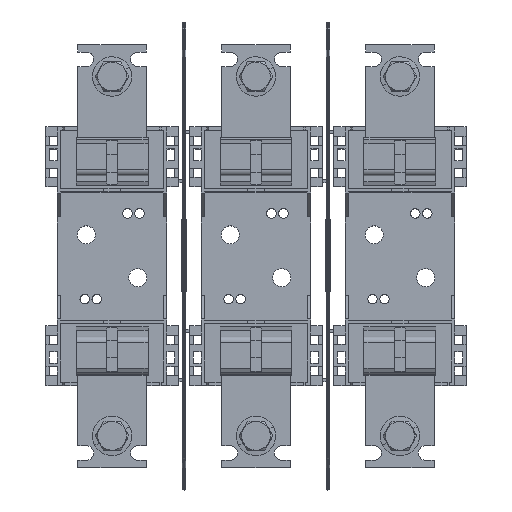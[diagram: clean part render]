
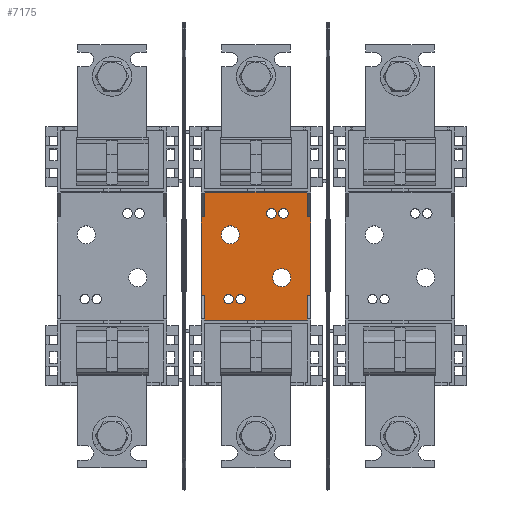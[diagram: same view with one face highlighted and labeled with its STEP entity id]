
A CAD part, top view. The second image highlights one B-rep face of the part: STEP entity #7175.
In plain terms, the highlighted planar face has unit normal (0, 0, 1).
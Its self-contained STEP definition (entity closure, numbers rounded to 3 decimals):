
#6564=AXIS2_PLACEMENT_3D('Circle Axis2P3D',#6562,#6563,$) ;
#6798=AXIS2_PLACEMENT_3D('Circle Axis2P3D',#6796,#6797,$) ;
#6830=AXIS2_PLACEMENT_3D('Circle Axis2P3D',#6828,#6829,$) ;
#6864=AXIS2_PLACEMENT_3D('Circle Axis2P3D',#6862,#6863,$) ;
#6896=AXIS2_PLACEMENT_3D('Circle Axis2P3D',#6894,#6895,$) ;
#6930=AXIS2_PLACEMENT_3D('Circle Axis2P3D',#6928,#6929,$) ;
#6962=AXIS2_PLACEMENT_3D('Circle Axis2P3D',#6960,#6961,$) ;
#6996=AXIS2_PLACEMENT_3D('Circle Axis2P3D',#6994,#6995,$) ;
#7028=AXIS2_PLACEMENT_3D('Circle Axis2P3D',#7026,#7027,$) ;
#7060=AXIS2_PLACEMENT_3D('Circle Axis2P3D',#7058,#7059,$) ;
#7094=AXIS2_PLACEMENT_3D('Circle Axis2P3D',#7092,#7093,$) ;
#7114=AXIS2_PLACEMENT_3D('Circle Axis2P3D',#7112,#7113,$) ;
#7135=AXIS2_PLACEMENT_3D('Plane Axis2P3D',#7132,#7133,#7134) ;
#59=CARTESIAN_POINT('Vertex',(-15.,10.432,16.)) ;
#62=CARTESIAN_POINT('Line Origine',(-15.,17.716,16.)) ;
#66=CARTESIAN_POINT('Vertex',(-15.,25.,16.)) ;
#94=CARTESIAN_POINT('Line Origine',(15.,25.,16.)) ;
#98=CARTESIAN_POINT('Vertex',(45.,25.,16.)) ;
#175=CARTESIAN_POINT('Vertex',(-17.,10.432,16.)) ;
#178=CARTESIAN_POINT('Line Origine',(-16.,10.432,16.)) ;
#605=CARTESIAN_POINT('Line Origine',(45.,17.716,16.)) ;
#609=CARTESIAN_POINT('Vertex',(45.,10.432,16.)) ;
#637=CARTESIAN_POINT('Vertex',(-15.,-50.,16.)) ;
#640=CARTESIAN_POINT('Line Origine',(-15.,-42.716,16.)) ;
#644=CARTESIAN_POINT('Vertex',(-15.,-35.432,16.)) ;
#678=CARTESIAN_POINT('Line Origine',(-16.,-35.432,16.)) ;
#682=CARTESIAN_POINT('Vertex',(-17.,-35.432,16.)) ;
#849=CARTESIAN_POINT('Line Origine',(-17.,-12.5,16.)) ;
#899=CARTESIAN_POINT('Vertex',(47.,10.432,16.)) ;
#902=CARTESIAN_POINT('Line Origine',(46.,10.432,16.)) ;
#933=CARTESIAN_POINT('Line Origine',(47.,-12.5,16.)) ;
#937=CARTESIAN_POINT('Vertex',(47.,-35.432,16.)) ;
#1114=CARTESIAN_POINT('Line Origine',(46.,-35.432,16.)) ;
#1118=CARTESIAN_POINT('Vertex',(45.,-35.432,16.)) ;
#1154=CARTESIAN_POINT('Line Origine',(45.,-42.716,16.)) ;
#1158=CARTESIAN_POINT('Vertex',(45.,-50.,16.)) ;
#1218=CARTESIAN_POINT('Line Origine',(15.,-50.,16.)) ;
#6559=CARTESIAN_POINT('Vertex',(30.,-30.25,16.)) ;
#6562=CARTESIAN_POINT('Axis2P3D Location',(30.,-25.,16.)) ;
#6566=CARTESIAN_POINT('Vertex',(30.,-19.75,16.)) ;
#6791=CARTESIAN_POINT('Vertex',(-1.,-40.25,16.)) ;
#6796=CARTESIAN_POINT('Axis2P3D Location',(-1.,-37.5,16.)) ;
#6800=CARTESIAN_POINT('Vertex',(-1.,-34.75,16.)) ;
#6828=CARTESIAN_POINT('Axis2P3D Location',(-1.,-37.5,16.)) ;
#6857=CARTESIAN_POINT('Vertex',(6.,-40.25,16.)) ;
#6862=CARTESIAN_POINT('Axis2P3D Location',(6.,-37.5,16.)) ;
#6866=CARTESIAN_POINT('Vertex',(6.,-34.75,16.)) ;
#6894=CARTESIAN_POINT('Axis2P3D Location',(6.,-37.5,16.)) ;
#6923=CARTESIAN_POINT('Vertex',(31.,15.25,16.)) ;
#6928=CARTESIAN_POINT('Axis2P3D Location',(31.,12.5,16.)) ;
#6932=CARTESIAN_POINT('Vertex',(31.,9.75,16.)) ;
#6960=CARTESIAN_POINT('Axis2P3D Location',(31.,12.5,16.)) ;
#6989=CARTESIAN_POINT('Vertex',(24.,15.25,16.)) ;
#6994=CARTESIAN_POINT('Axis2P3D Location',(24.,12.5,16.)) ;
#6998=CARTESIAN_POINT('Vertex',(24.,9.75,16.)) ;
#7026=CARTESIAN_POINT('Axis2P3D Location',(24.,12.5,16.)) ;
#7055=CARTESIAN_POINT('Vertex',(0.,-5.25,16.)) ;
#7058=CARTESIAN_POINT('Axis2P3D Location',(0.,0.,16.)) ;
#7062=CARTESIAN_POINT('Vertex',(0.,5.25,16.)) ;
#7092=CARTESIAN_POINT('Axis2P3D Location',(0.,0.,16.)) ;
#7112=CARTESIAN_POINT('Axis2P3D Location',(30.,-25.,16.)) ;
#7132=CARTESIAN_POINT('Axis2P3D Location',(15.,-50.,16.)) ;
#63=DIRECTION('Vector Direction',(0.,1.,0.)) ;
#95=DIRECTION('Vector Direction',(1.,0.,0.)) ;
#179=DIRECTION('Vector Direction',(1.,0.,0.)) ;
#606=DIRECTION('Vector Direction',(0.,1.,0.)) ;
#641=DIRECTION('Vector Direction',(0.,-1.,0.)) ;
#679=DIRECTION('Vector Direction',(1.,0.,0.)) ;
#850=DIRECTION('Vector Direction',(0.,1.,0.)) ;
#903=DIRECTION('Vector Direction',(-1.,0.,0.)) ;
#934=DIRECTION('Vector Direction',(0.,1.,0.)) ;
#1115=DIRECTION('Vector Direction',(-1.,0.,0.)) ;
#1155=DIRECTION('Vector Direction',(0.,-1.,0.)) ;
#1219=DIRECTION('Vector Direction',(1.,0.,0.)) ;
#6563=DIRECTION('Axis2P3D Direction',(0.,0.,-1.)) ;
#6797=DIRECTION('Axis2P3D Direction',(0.,0.,1.)) ;
#6829=DIRECTION('Axis2P3D Direction',(0.,0.,1.)) ;
#6863=DIRECTION('Axis2P3D Direction',(0.,0.,1.)) ;
#6895=DIRECTION('Axis2P3D Direction',(0.,0.,1.)) ;
#6929=DIRECTION('Axis2P3D Direction',(0.,0.,1.)) ;
#6961=DIRECTION('Axis2P3D Direction',(0.,0.,1.)) ;
#6995=DIRECTION('Axis2P3D Direction',(0.,0.,1.)) ;
#7027=DIRECTION('Axis2P3D Direction',(0.,0.,1.)) ;
#7059=DIRECTION('Axis2P3D Direction',(0.,0.,-1.)) ;
#7093=DIRECTION('Axis2P3D Direction',(0.,0.,-1.)) ;
#7113=DIRECTION('Axis2P3D Direction',(0.,0.,-1.)) ;
#7133=DIRECTION('Axis2P3D Direction',(0.,0.,-1.)) ;
#7134=DIRECTION('Axis2P3D XDirection',(0.,1.,0.)) ;
#64=VECTOR('Line Direction',#63,1.) ;
#96=VECTOR('Line Direction',#95,1.) ;
#180=VECTOR('Line Direction',#179,1.) ;
#607=VECTOR('Line Direction',#606,1.) ;
#642=VECTOR('Line Direction',#641,1.) ;
#680=VECTOR('Line Direction',#679,1.) ;
#851=VECTOR('Line Direction',#850,1.) ;
#904=VECTOR('Line Direction',#903,1.) ;
#935=VECTOR('Line Direction',#934,1.) ;
#1116=VECTOR('Line Direction',#1115,1.) ;
#1156=VECTOR('Line Direction',#1155,1.) ;
#1220=VECTOR('Line Direction',#1219,1.) ;
#7138=ORIENTED_EDGE('',*,*,#1222,.T.) ;
#7139=ORIENTED_EDGE('',*,*,#1160,.F.) ;
#7140=ORIENTED_EDGE('',*,*,#1120,.F.) ;
#7141=ORIENTED_EDGE('',*,*,#939,.T.) ;
#7142=ORIENTED_EDGE('',*,*,#906,.T.) ;
#7143=ORIENTED_EDGE('',*,*,#611,.T.) ;
#7144=ORIENTED_EDGE('',*,*,#100,.F.) ;
#7145=ORIENTED_EDGE('',*,*,#68,.F.) ;
#7146=ORIENTED_EDGE('',*,*,#182,.F.) ;
#7147=ORIENTED_EDGE('',*,*,#853,.F.) ;
#7148=ORIENTED_EDGE('',*,*,#684,.T.) ;
#7149=ORIENTED_EDGE('',*,*,#646,.T.) ;
#7152=ORIENTED_EDGE('',*,*,#7116,.T.) ;
#7153=ORIENTED_EDGE('',*,*,#6568,.T.) ;
#7156=ORIENTED_EDGE('',*,*,#7064,.T.) ;
#7157=ORIENTED_EDGE('',*,*,#7096,.T.) ;
#7160=ORIENTED_EDGE('',*,*,#7000,.F.) ;
#7161=ORIENTED_EDGE('',*,*,#7030,.F.) ;
#7164=ORIENTED_EDGE('',*,*,#6934,.F.) ;
#7165=ORIENTED_EDGE('',*,*,#6964,.F.) ;
#7168=ORIENTED_EDGE('',*,*,#6868,.F.) ;
#7169=ORIENTED_EDGE('',*,*,#6898,.F.) ;
#7172=ORIENTED_EDGE('',*,*,#6802,.F.) ;
#7173=ORIENTED_EDGE('',*,*,#6832,.F.) ;
#7154=FACE_BOUND('',#7151,.T.) ;
#7158=FACE_BOUND('',#7155,.T.) ;
#7162=FACE_BOUND('',#7159,.T.) ;
#7166=FACE_BOUND('',#7163,.T.) ;
#7170=FACE_BOUND('',#7167,.T.) ;
#7174=FACE_BOUND('',#7171,.T.) ;
#7175=ADVANCED_FACE('Hauptkoerper nicht benutzen',(#7150,#7154,#7158,#7162,#7166,#7170,#7174),#7136,.F.) ;
#6565=CIRCLE('generated circle',#6564,5.25) ;
#6799=CIRCLE('generated circle',#6798,2.75) ;
#6831=CIRCLE('generated circle',#6830,2.75) ;
#6865=CIRCLE('generated circle',#6864,2.75) ;
#6897=CIRCLE('generated circle',#6896,2.75) ;
#6931=CIRCLE('generated circle',#6930,2.75) ;
#6963=CIRCLE('generated circle',#6962,2.75) ;
#6997=CIRCLE('generated circle',#6996,2.75) ;
#7029=CIRCLE('generated circle',#7028,2.75) ;
#7061=CIRCLE('generated circle',#7060,5.25) ;
#7095=CIRCLE('generated circle',#7094,5.25) ;
#7115=CIRCLE('generated circle',#7114,5.25) ;
#68=EDGE_CURVE('',#60,#67,#65,.T.) ;
#100=EDGE_CURVE('',#67,#99,#97,.T.) ;
#182=EDGE_CURVE('',#176,#60,#181,.T.) ;
#611=EDGE_CURVE('',#610,#99,#608,.T.) ;
#646=EDGE_CURVE('',#645,#638,#643,.T.) ;
#684=EDGE_CURVE('',#683,#645,#681,.T.) ;
#853=EDGE_CURVE('',#683,#176,#852,.T.) ;
#906=EDGE_CURVE('',#900,#610,#905,.T.) ;
#939=EDGE_CURVE('',#938,#900,#936,.T.) ;
#1120=EDGE_CURVE('',#938,#1119,#1117,.T.) ;
#1160=EDGE_CURVE('',#1119,#1159,#1157,.T.) ;
#1222=EDGE_CURVE('',#638,#1159,#1221,.T.) ;
#6568=EDGE_CURVE('',#6567,#6560,#6565,.T.) ;
#6802=EDGE_CURVE('',#6792,#6801,#6799,.T.) ;
#6832=EDGE_CURVE('',#6801,#6792,#6831,.T.) ;
#6868=EDGE_CURVE('',#6858,#6867,#6865,.T.) ;
#6898=EDGE_CURVE('',#6867,#6858,#6897,.T.) ;
#6934=EDGE_CURVE('',#6924,#6933,#6931,.T.) ;
#6964=EDGE_CURVE('',#6933,#6924,#6963,.T.) ;
#7000=EDGE_CURVE('',#6990,#6999,#6997,.T.) ;
#7030=EDGE_CURVE('',#6999,#6990,#7029,.T.) ;
#7064=EDGE_CURVE('',#7063,#7056,#7061,.T.) ;
#7096=EDGE_CURVE('',#7056,#7063,#7095,.T.) ;
#7116=EDGE_CURVE('',#6560,#6567,#7115,.T.) ;
#7137=EDGE_LOOP('',(#7138,#7139,#7140,#7141,#7142,#7143,#7144,#7145,#7146,#7147,#7148,#7149)) ;
#7151=EDGE_LOOP('',(#7152,#7153)) ;
#7155=EDGE_LOOP('',(#7156,#7157)) ;
#7159=EDGE_LOOP('',(#7160,#7161)) ;
#7163=EDGE_LOOP('',(#7164,#7165)) ;
#7167=EDGE_LOOP('',(#7168,#7169)) ;
#7171=EDGE_LOOP('',(#7172,#7173)) ;
#7150=FACE_OUTER_BOUND('',#7137,.T.) ;
#65=LINE('Line',#62,#64) ;
#97=LINE('Line',#94,#96) ;
#181=LINE('Line',#178,#180) ;
#608=LINE('Line',#605,#607) ;
#643=LINE('Line',#640,#642) ;
#681=LINE('Line',#678,#680) ;
#852=LINE('Line',#849,#851) ;
#905=LINE('Line',#902,#904) ;
#936=LINE('Line',#933,#935) ;
#1117=LINE('Line',#1114,#1116) ;
#1157=LINE('Line',#1154,#1156) ;
#1221=LINE('Line',#1218,#1220) ;
#7136=PLANE('Plane',#7135) ;
#60=VERTEX_POINT('',#59) ;
#67=VERTEX_POINT('',#66) ;
#99=VERTEX_POINT('',#98) ;
#176=VERTEX_POINT('',#175) ;
#610=VERTEX_POINT('',#609) ;
#638=VERTEX_POINT('',#637) ;
#645=VERTEX_POINT('',#644) ;
#683=VERTEX_POINT('',#682) ;
#900=VERTEX_POINT('',#899) ;
#938=VERTEX_POINT('',#937) ;
#1119=VERTEX_POINT('',#1118) ;
#1159=VERTEX_POINT('',#1158) ;
#6560=VERTEX_POINT('',#6559) ;
#6567=VERTEX_POINT('',#6566) ;
#6792=VERTEX_POINT('',#6791) ;
#6801=VERTEX_POINT('',#6800) ;
#6858=VERTEX_POINT('',#6857) ;
#6867=VERTEX_POINT('',#6866) ;
#6924=VERTEX_POINT('',#6923) ;
#6933=VERTEX_POINT('',#6932) ;
#6990=VERTEX_POINT('',#6989) ;
#6999=VERTEX_POINT('',#6998) ;
#7056=VERTEX_POINT('',#7055) ;
#7063=VERTEX_POINT('',#7062) ;
